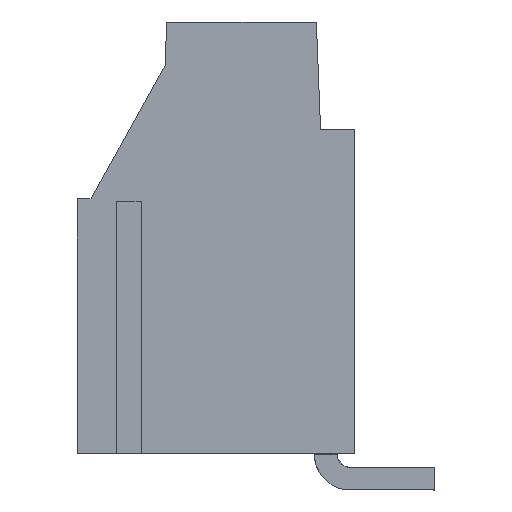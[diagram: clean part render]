
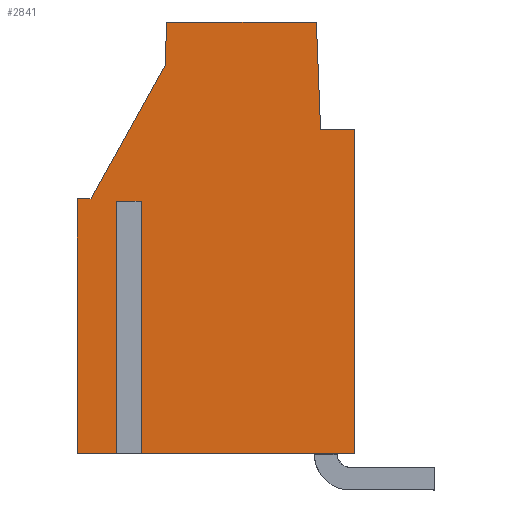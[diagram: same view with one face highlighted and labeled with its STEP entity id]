
A CAD part, left-side view. The second image highlights one B-rep face of the part: STEP entity #2841.
In plain terms, the highlighted planar face has unit normal (-1, 0, 0).
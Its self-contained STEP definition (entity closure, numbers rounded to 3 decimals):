
#2756=AXIS2_PLACEMENT_3D('Plane Axis2P3D',#2753,#2754,#2755) ;
#2321=CARTESIAN_POINT('Vertex',(0.65,3.2,14.3)) ;
#2324=CARTESIAN_POINT('Line Origine',(0.65,3.2,7.875)) ;
#2328=CARTESIAN_POINT('Vertex',(0.65,3.2,1.45)) ;
#2452=CARTESIAN_POINT('Vertex',(0.65,4.705,18.57)) ;
#2455=CARTESIAN_POINT('Line Origine',(0.65,4.622,16.435)) ;
#2459=CARTESIAN_POINT('Vertex',(0.65,4.538,14.3)) ;
#2726=CARTESIAN_POINT('Line Origine',(0.65,3.869,14.3)) ;
#2753=CARTESIAN_POINT('Axis2P3D Location',(0.65,-1.268,0.)) ;
#2758=CARTESIAN_POINT('Line Origine',(0.65,12.35,6.45)) ;
#2762=CARTESIAN_POINT('Vertex',(0.65,12.35,1.45)) ;
#2764=CARTESIAN_POINT('Vertex',(0.65,12.35,11.45)) ;
#2767=CARTESIAN_POINT('Line Origine',(0.65,12.15,11.45)) ;
#2771=CARTESIAN_POINT('Vertex',(0.65,11.95,11.45)) ;
#2774=CARTESIAN_POINT('Line Origine',(0.65,11.95,6.45)) ;
#2778=CARTESIAN_POINT('Vertex',(0.65,11.95,1.45)) ;
#2781=CARTESIAN_POINT('Line Origine',(0.65,7.575,1.45)) ;
#2786=CARTESIAN_POINT('Line Origine',(0.65,7.676,18.57)) ;
#2790=CARTESIAN_POINT('Vertex',(0.65,10.646,18.57)) ;
#2793=CARTESIAN_POINT('Line Origine',(0.65,10.676,17.71)) ;
#2797=CARTESIAN_POINT('Vertex',(0.65,10.706,16.849)) ;
#2800=CARTESIAN_POINT('Line Origine',(0.65,12.176,14.2)) ;
#2804=CARTESIAN_POINT('Vertex',(0.65,13.645,11.55)) ;
#2807=CARTESIAN_POINT('Line Origine',(0.65,13.923,11.55)) ;
#2811=CARTESIAN_POINT('Vertex',(0.65,14.2,11.55)) ;
#2814=CARTESIAN_POINT('Line Origine',(0.65,14.2,6.5)) ;
#2818=CARTESIAN_POINT('Vertex',(0.65,14.2,1.45)) ;
#2821=CARTESIAN_POINT('Line Origine',(0.65,13.275,1.45)) ;
#2325=DIRECTION('Vector Direction',(0.,0.,1.)) ;
#2456=DIRECTION('Vector Direction',(0.,-0.039,-0.999)) ;
#2727=DIRECTION('Vector Direction',(0.,1.,0.)) ;
#2754=DIRECTION('Axis2P3D Direction',(1.,0.,0.)) ;
#2755=DIRECTION('Axis2P3D XDirection',(0.,1.,0.)) ;
#2759=DIRECTION('Vector Direction',(0.,0.,1.)) ;
#2768=DIRECTION('Vector Direction',(0.,-1.,0.)) ;
#2775=DIRECTION('Vector Direction',(0.,0.,1.)) ;
#2782=DIRECTION('Vector Direction',(0.,1.,0.)) ;
#2787=DIRECTION('Vector Direction',(0.,1.,0.)) ;
#2794=DIRECTION('Vector Direction',(0.,0.035,-0.999)) ;
#2801=DIRECTION('Vector Direction',(0.,-0.485,0.875)) ;
#2808=DIRECTION('Vector Direction',(0.,-1.,0.)) ;
#2815=DIRECTION('Vector Direction',(0.,0.,-1.)) ;
#2822=DIRECTION('Vector Direction',(0.,1.,0.)) ;
#2326=VECTOR('Line Direction',#2325,1.) ;
#2457=VECTOR('Line Direction',#2456,1.) ;
#2728=VECTOR('Line Direction',#2727,1.) ;
#2760=VECTOR('Line Direction',#2759,1.) ;
#2769=VECTOR('Line Direction',#2768,1.) ;
#2776=VECTOR('Line Direction',#2775,1.) ;
#2783=VECTOR('Line Direction',#2782,1.) ;
#2788=VECTOR('Line Direction',#2787,1.) ;
#2795=VECTOR('Line Direction',#2794,1.) ;
#2802=VECTOR('Line Direction',#2801,1.) ;
#2809=VECTOR('Line Direction',#2808,1.) ;
#2816=VECTOR('Line Direction',#2815,1.) ;
#2823=VECTOR('Line Direction',#2822,1.) ;
#2827=ORIENTED_EDGE('',*,*,#2766,.T.) ;
#2828=ORIENTED_EDGE('',*,*,#2773,.T.) ;
#2829=ORIENTED_EDGE('',*,*,#2780,.F.) ;
#2830=ORIENTED_EDGE('',*,*,#2785,.F.) ;
#2831=ORIENTED_EDGE('',*,*,#2330,.F.) ;
#2832=ORIENTED_EDGE('',*,*,#2730,.F.) ;
#2833=ORIENTED_EDGE('',*,*,#2461,.F.) ;
#2834=ORIENTED_EDGE('',*,*,#2792,.F.) ;
#2835=ORIENTED_EDGE('',*,*,#2799,.F.) ;
#2836=ORIENTED_EDGE('',*,*,#2806,.F.) ;
#2837=ORIENTED_EDGE('',*,*,#2813,.F.) ;
#2838=ORIENTED_EDGE('',*,*,#2820,.F.) ;
#2839=ORIENTED_EDGE('',*,*,#2825,.F.) ;
#2841=ADVANCED_FACE('2',(#2840),#2757,.F.) ;
#2330=EDGE_CURVE('',#2322,#2329,#2327,.F.) ;
#2461=EDGE_CURVE('',#2453,#2460,#2458,.T.) ;
#2730=EDGE_CURVE('',#2460,#2322,#2729,.F.) ;
#2766=EDGE_CURVE('',#2763,#2765,#2761,.T.) ;
#2773=EDGE_CURVE('',#2765,#2772,#2770,.T.) ;
#2780=EDGE_CURVE('',#2779,#2772,#2777,.T.) ;
#2785=EDGE_CURVE('',#2329,#2779,#2784,.T.) ;
#2792=EDGE_CURVE('',#2791,#2453,#2789,.F.) ;
#2799=EDGE_CURVE('',#2798,#2791,#2796,.F.) ;
#2806=EDGE_CURVE('',#2805,#2798,#2803,.T.) ;
#2813=EDGE_CURVE('',#2812,#2805,#2810,.T.) ;
#2820=EDGE_CURVE('',#2819,#2812,#2817,.F.) ;
#2825=EDGE_CURVE('',#2763,#2819,#2824,.T.) ;
#2826=EDGE_LOOP('',(#2827,#2828,#2829,#2830,#2831,#2832,#2833,#2834,#2835,#2836,#2837,#2838,#2839)) ;
#2840=FACE_OUTER_BOUND('',#2826,.T.) ;
#2327=LINE('Line',#2324,#2326) ;
#2458=LINE('Line',#2455,#2457) ;
#2729=LINE('Line',#2726,#2728) ;
#2761=LINE('Line',#2758,#2760) ;
#2770=LINE('Line',#2767,#2769) ;
#2777=LINE('Line',#2774,#2776) ;
#2784=LINE('Line',#2781,#2783) ;
#2789=LINE('Line',#2786,#2788) ;
#2796=LINE('Line',#2793,#2795) ;
#2803=LINE('Line',#2800,#2802) ;
#2810=LINE('Line',#2807,#2809) ;
#2817=LINE('Line',#2814,#2816) ;
#2824=LINE('Line',#2821,#2823) ;
#2757=PLANE('',#2756) ;
#2322=VERTEX_POINT('',#2321) ;
#2329=VERTEX_POINT('',#2328) ;
#2453=VERTEX_POINT('',#2452) ;
#2460=VERTEX_POINT('',#2459) ;
#2763=VERTEX_POINT('',#2762) ;
#2765=VERTEX_POINT('',#2764) ;
#2772=VERTEX_POINT('',#2771) ;
#2779=VERTEX_POINT('',#2778) ;
#2791=VERTEX_POINT('',#2790) ;
#2798=VERTEX_POINT('',#2797) ;
#2805=VERTEX_POINT('',#2804) ;
#2812=VERTEX_POINT('',#2811) ;
#2819=VERTEX_POINT('',#2818) ;
